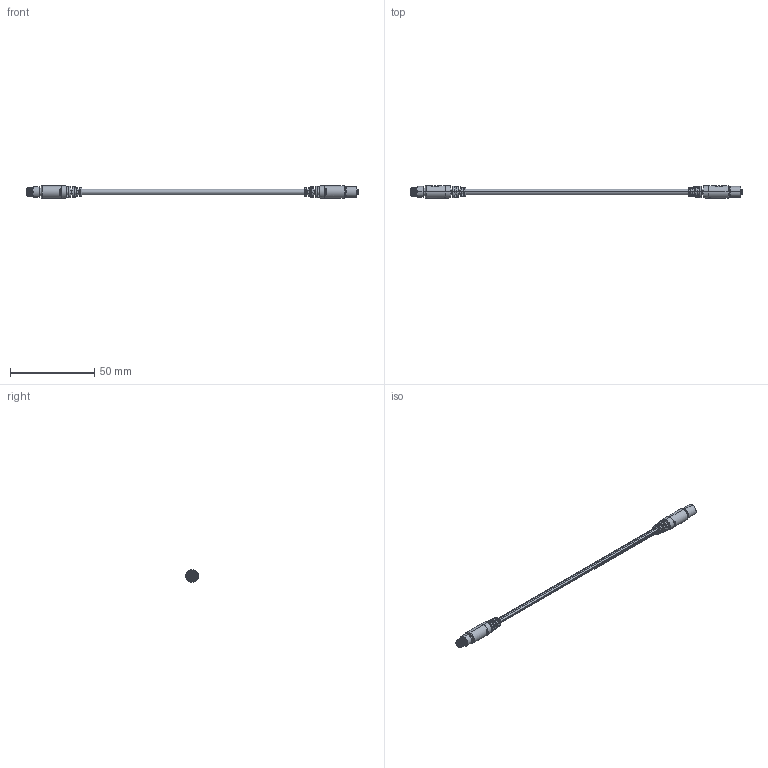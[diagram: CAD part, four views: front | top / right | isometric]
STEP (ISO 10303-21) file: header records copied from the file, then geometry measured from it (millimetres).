
FILE_DESCRIPTION (( 'STEP AP214' ), '1' );
FILE_NAME ('10-05842.STEP', '2023-10-09T22:18:44', ( '' ), ( '' ), 'SwSTEP 2.0', 'SolidWorks 2021', '' );
FILE_SCHEMA (( 'AUTOMOTIVE_DESIGN' ));
Length unit declared in the file: millimetre
Products named in the file (15): M5M4P; M5F4P; M5Male_inline threads_Step; M5_oring_small; 50-00673_Step; M5Male_shield; 10-05842; 24-00356; M5Female_inline threads_Step; 50-00671_Step; M5F_shield; M5Female_socket; 30-01639_blunt cut; M5Male_pin_13.75 mm
Assembly tree (21 placements, depth 4):
  10-05842
    30-01639_blunt cut
    24-00356  x2
    50-00673_Step
      M5Female_inline threads_Step
      M5F4P
      M5Female_socket  x4
      M5_oring_small
      M5F_shield
    50-00671_Step
      M5Male_inline threads_Step
      M5M4P
        M5M4P
        M5Male_pin_13.75 mm  x4
      M5Male_shield
Bounding box: 197.46 x 7.58 x 7.5 mm (x, y, z)
Volume: 3453.2 mm3; surface area: 24937.7 mm2
Topology: 256 solids, 256 shells, 2032 faces, 4282 edges, 2796 vertices
Faces by surface type: cylinder 1144, plane 677, bspline 109, torus 72, cone 22, sphere 8
Entity records: 68179 total; most frequent: CARTESIAN_POINT 12245, DIRECTION 9256, ORIENTED_EDGE 7344, AXIS2_PLACEMENT_3D 4017, EDGE_CURVE 3672, VERTEX_POINT 2419, EDGE_LOOP 2309, CIRCLE 2267
